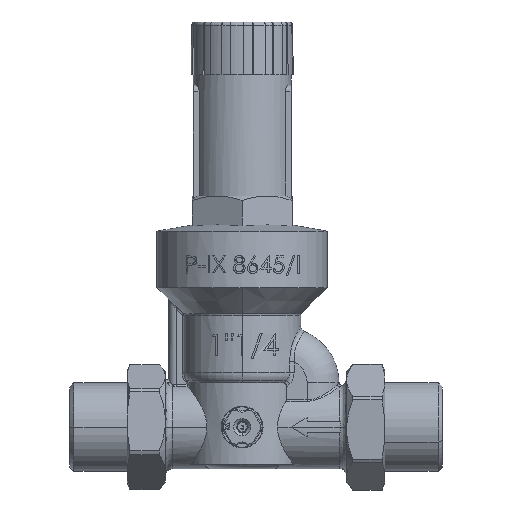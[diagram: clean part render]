
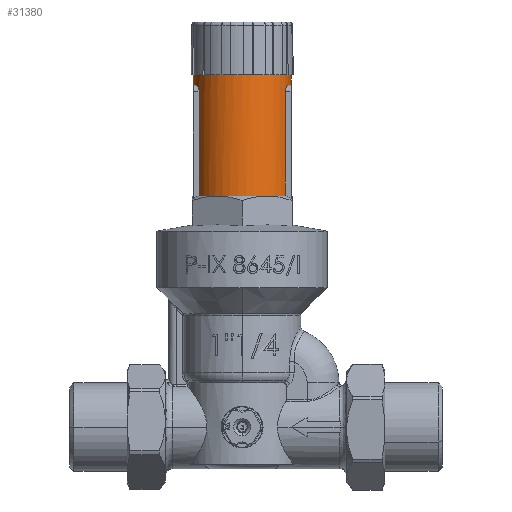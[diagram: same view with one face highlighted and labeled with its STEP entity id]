
A CAD part, top view. The second image highlights one B-rep face of the part: STEP entity #31380.
In plain terms, the highlighted cylindrical face has radius 23 mm (diameter 46 mm), a partial arc.
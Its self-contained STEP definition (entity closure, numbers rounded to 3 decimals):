
#154 = CARTESIAN_POINT ( 'NONE',  ( 21.492, 180., 8.193 ) ) ;
#582 = CARTESIAN_POINT ( 'NONE',  ( -23., 185., 0. ) ) ;
#782 = DIRECTION ( 'NONE',  ( 0., -1., 0. ) ) ;
#859 = CARTESIAN_POINT ( 'NONE',  ( 20.373, 178.375, 10.674 ) ) ;
#1679 = AXIS2_PLACEMENT_3D ( 'NONE', #31220, #24100, #39297 ) ;
#1719 = CARTESIAN_POINT ( 'NONE',  ( -20.417, 178.565, 10.592 ) ) ;
#1796 = VERTEX_POINT ( 'NONE', #41241 ) ;
#1898 = DIRECTION ( 'NONE',  ( 0., 1., 0. ) ) ;
#1960 = CARTESIAN_POINT ( 'NONE',  ( -21.417, 179.981, 8.387 ) ) ;
#2215 = CARTESIAN_POINT ( 'NONE',  ( -20.211, 177.414, 10.978 ) ) ;
#2444 = CIRCLE ( 'NONE', #22776, 23. ) ;
#3415 = CARTESIAN_POINT ( 'NONE',  ( 23., 180., 0. ) ) ;
#3771 = CARTESIAN_POINT ( 'NONE',  ( -21.564, 180., 8. ) ) ;
#4272 = CARTESIAN_POINT ( 'NONE',  ( 21.564, 180., 8. ) ) ;
#4397 = ORIENTED_EDGE ( 'NONE', *, *, #35477, .T. ) ;
#4612 = ORIENTED_EDGE ( 'NONE', *, *, #15175, .T. ) ;
#4699 = B_SPLINE_CURVE_WITH_KNOTS ( 'NONE', 3,
 ( #11626, #18746, #7962, #11383, #11863, #859, #22885, #37830, #44953, #22650, #33669, #27020, #26310, #34143, #154, #4272 ),
 .UNSPECIFIED., .F., .F.,
 ( 4, 2, 2, 2, 2, 2, 2, 4 ),
 ( 0.01, 0.01, 0.011, 0.012, 0.012, 0.013, 0.014, 0.015 ),
 .UNSPECIFIED. ) ;
#5141 = CARTESIAN_POINT ( 'NONE',  ( -21.492, 180., 8.193 ) ) ;
#6056 = CARTESIAN_POINT ( 'NONE',  ( 20.199, 78.102, 11. ) ) ;
#6596 = DIRECTION ( 'NONE',  ( 0., -1., 0. ) ) ;
#6641 = VERTEX_POINT ( 'NONE', #9728 ) ;
#6969 = ORIENTED_EDGE ( 'NONE', *, *, #41811, .T. ) ;
#7345 = DIRECTION ( 'NONE',  ( 0., 1., 0. ) ) ;
#7362 = DIRECTION ( 'NONE',  ( 0., 1., 0. ) ) ;
#7962 = CARTESIAN_POINT ( 'NONE',  ( 20.21, 177.409, 10.979 ) ) ;
#8010 = ORIENTED_EDGE ( 'NONE', *, *, #22658, .T. ) ;
#8120 = CARTESIAN_POINT ( 'NONE',  ( -20.199, 78.102, 11. ) ) ;
#9007 = CARTESIAN_POINT ( 'NONE',  ( 0., 128., 0. ) ) ;
#9541 = CARTESIAN_POINT ( 'NONE',  ( -20.256, 177.813, 10.895 ) ) ;
#9728 = CARTESIAN_POINT ( 'NONE',  ( -23., 180., 0. ) ) ;
#9929 = CIRCLE ( 'NONE', #40423, 23. ) ;
#10936 = ORIENTED_EDGE ( 'NONE', *, *, #45599, .F. ) ;
#11085 = EDGE_CURVE ( 'NONE', #1796, #11107, #2444, .T. ) ;
#11107 = VERTEX_POINT ( 'NONE', #3415 ) ;
#11383 = CARTESIAN_POINT ( 'NONE',  ( 20.256, 177.811, 10.896 ) ) ;
#11626 = CARTESIAN_POINT ( 'NONE',  ( 20.199, 177., 11. ) ) ;
#11748 = CARTESIAN_POINT ( 'NONE',  ( -20.199, 128., 11. ) ) ;
#11804 = ORIENTED_EDGE ( 'NONE', *, *, #47974, .T. ) ;
#11863 = CARTESIAN_POINT ( 'NONE',  ( 20.289, 178.006, 10.833 ) ) ;
#12725 = CARTESIAN_POINT ( 'NONE',  ( -20.199, 177., 11. ) ) ;
#12948 = DIRECTION ( 'NONE',  ( 0., -1., 0. ) ) ;
#13419 = VERTEX_POINT ( 'NONE', #11748 ) ;
#13634 = VERTEX_POINT ( 'NONE', #17534 ) ;
#14004 = VECTOR ( 'NONE', #1898, 1000. ) ;
#14209 = CARTESIAN_POINT ( 'NONE',  ( 0., 180., 0. ) ) ;
#14664 = CIRCLE ( 'NONE', #46719, 23. ) ;
#14776 = CARTESIAN_POINT ( 'NONE',  ( 0., 185., 0. ) ) ;
#15175 = EDGE_CURVE ( 'NONE', #13634, #1796, #4699, .T. ) ;
#16334 = ORIENTED_EDGE ( 'NONE', *, *, #41768, .T. ) ;
#16408 = CARTESIAN_POINT ( 'NONE',  ( -20.289, 178.005, 10.834 ) ) ;
#16850 = CARTESIAN_POINT ( 'NONE',  ( 20.199, 128., 11. ) ) ;
#17534 = CARTESIAN_POINT ( 'NONE',  ( 20.199, 177., 11. ) ) ;
#17635 = CARTESIAN_POINT ( 'NONE',  ( 0., 180., 0. ) ) ;
#17875 = DIRECTION ( 'NONE',  ( 1., 0., 0. ) ) ;
#18736 = EDGE_CURVE ( 'NONE', #32175, #6641, #40572, .T. ) ;
#18746 = CARTESIAN_POINT ( 'NONE',  ( 20.199, 177.205, 11. ) ) ;
#20082 = CARTESIAN_POINT ( 'NONE',  ( -21.564, 180., 8. ) ) ;
#20325 = CARTESIAN_POINT ( 'NONE',  ( -20.96, 179.622, 9.471 ) ) ;
#20500 = CIRCLE ( 'NONE', #47907, 23. ) ;
#22650 = CARTESIAN_POINT ( 'NONE',  ( 20.809, 179.43, 9.801 ) ) ;
#22658 = EDGE_CURVE ( 'NONE', #6641, #33005, #9929, .T. ) ;
#22776 = AXIS2_PLACEMENT_3D ( 'NONE', #17635, #7345, #17875 ) ;
#22885 = CARTESIAN_POINT ( 'NONE',  ( 20.425, 178.552, 10.575 ) ) ;
#23043 = CARTESIAN_POINT ( 'NONE',  ( -20.199, 177., 11. ) ) ;
#23242 = DIRECTION ( 'NONE',  ( 1., 0., 0. ) ) ;
#24100 = DIRECTION ( 'NONE',  ( 0., -1., 0. ) ) ;
#26310 = CARTESIAN_POINT ( 'NONE',  ( 21.267, 179.908, 8.76 ) ) ;
#26509 = VERTEX_POINT ( 'NONE', #23043 ) ;
#27020 = CARTESIAN_POINT ( 'NONE',  ( 21.191, 179.855, 8.943 ) ) ;
#28148 = CARTESIAN_POINT ( 'NONE',  ( -20.535, 178.888, 10.364 ) ) ;
#29136 = DIRECTION ( 'NONE',  ( 1., 0., 0. ) ) ;
#29146 = ORIENTED_EDGE ( 'NONE', *, *, #18736, .T. ) ;
#29457 = DIRECTION ( 'NONE',  ( 0., -1., 0. ) ) ;
#31220 = CARTESIAN_POINT ( 'NONE',  ( 0., 78.102, 0. ) ) ;
#31283 = LINE ( 'NONE', #6056, #14004 ) ;
#31380 = ADVANCED_FACE ( 'NONE', ( #46903 ), #46407, .T. ) ;
#31545 = VECTOR ( 'NONE', #6596, 1000. ) ;
#32175 = VERTEX_POINT ( 'NONE', #582 ) ;
#33005 = VERTEX_POINT ( 'NONE', #3771 ) ;
#33669 = CARTESIAN_POINT ( 'NONE',  ( 20.961, 179.64, 9.476 ) ) ;
#34143 = CARTESIAN_POINT ( 'NONE',  ( 21.417, 179.981, 8.386 ) ) ;
#34810 = EDGE_LOOP ( 'NONE', ( #4397, #29146, #8010, #6969, #16334, #10936, #11804, #4612, #43535, #40017 ) ) ;
#35477 = EDGE_CURVE ( 'NONE', #44008, #32175, #20500, .T. ) ;
#35744 = CARTESIAN_POINT ( 'NONE',  ( -21.037, 179.711, 9.3 ) ) ;
#37102 = EDGE_CURVE ( 'NONE', #44008, #11107, #47510, .T. ) ;
#37830 = CARTESIAN_POINT ( 'NONE',  ( 20.54, 178.876, 10.35 ) ) ;
#38695 = CARTESIAN_POINT ( 'NONE',  ( -20.741, 179.295, 9.942 ) ) ;
#38792 = VERTEX_POINT ( 'NONE', #16850 ) ;
#39015 = CARTESIAN_POINT ( 'NONE',  ( 23., 185., 0. ) ) ;
#39297 = DIRECTION ( 'NONE',  ( 1., 0., 0. ) ) ;
#40017 = ORIENTED_EDGE ( 'NONE', *, *, #37102, .F. ) ;
#40422 = B_SPLINE_CURVE_WITH_KNOTS ( 'NONE', 3,
 ( #20082, #5141, #1960, #42856, #46773, #35744, #20325, #43103, #38695, #28148, #1719, #16408, #9541, #2215, #47033, #12725 ),
 .UNSPECIFIED., .F., .F.,
 ( 4, 2, 2, 2, 2, 2, 2, 4 ),
 ( 0.005, 0.005, 0.006, 0.007, 0.007, 0.008, 0.009, 0.01 ),
 .UNSPECIFIED. ) ;
#40423 = AXIS2_PLACEMENT_3D ( 'NONE', #14209, #7362, #29136 ) ;
#40572 = LINE ( 'NONE', #46514, #42212 ) ;
#41241 = CARTESIAN_POINT ( 'NONE',  ( 21.564, 180., 8. ) ) ;
#41667 = LINE ( 'NONE', #8120, #46653 ) ;
#41768 = EDGE_CURVE ( 'NONE', #26509, #13419, #41667, .T. ) ;
#41811 = EDGE_CURVE ( 'NONE', #33005, #26509, #40422, .T. ) ;
#42212 = VECTOR ( 'NONE', #12948, 1000. ) ;
#42856 = CARTESIAN_POINT ( 'NONE',  ( -21.267, 179.908, 8.762 ) ) ;
#43103 = CARTESIAN_POINT ( 'NONE',  ( -20.812, 179.414, 9.791 ) ) ;
#43535 = ORIENTED_EDGE ( 'NONE', *, *, #11085, .T. ) ;
#44008 = VERTEX_POINT ( 'NONE', #39015 ) ;
#44953 = CARTESIAN_POINT ( 'NONE',  ( 20.604, 179.024, 10.223 ) ) ;
#45550 = DIRECTION ( 'NONE',  ( 0., -1., 0. ) ) ;
#45599 = EDGE_CURVE ( 'NONE', #38792, #13419, #14664, .T. ) ;
#46407 = CYLINDRICAL_SURFACE ( 'NONE', #1679, 23. ) ;
#46514 = CARTESIAN_POINT ( 'NONE',  ( -23., 78.102, 0. ) ) ;
#46653 = VECTOR ( 'NONE', #782, 1000. ) ;
#46719 = AXIS2_PLACEMENT_3D ( 'NONE', #9007, #45550, #23242 ) ;
#46773 = CARTESIAN_POINT ( 'NONE',  ( -21.191, 179.854, 8.944 ) ) ;
#46903 = FACE_OUTER_BOUND ( 'NONE', #34810, .T. ) ;
#47033 = CARTESIAN_POINT ( 'NONE',  ( -20.199, 177.206, 11. ) ) ;
#47377 = DIRECTION ( 'NONE',  ( 1., 0., 0. ) ) ;
#47510 = LINE ( 'NONE', #47992, #31545 ) ;
#47907 = AXIS2_PLACEMENT_3D ( 'NONE', #14776, #29457, #47377 ) ;
#47974 = EDGE_CURVE ( 'NONE', #38792, #13634, #31283, .T. ) ;
#47992 = CARTESIAN_POINT ( 'NONE',  ( 23., 78.102, 0. ) ) ;
